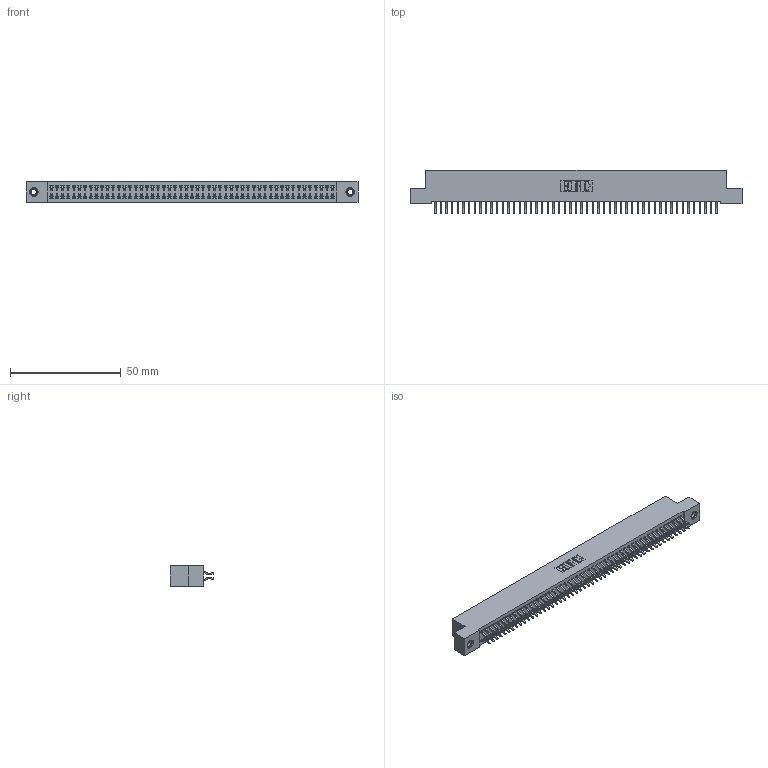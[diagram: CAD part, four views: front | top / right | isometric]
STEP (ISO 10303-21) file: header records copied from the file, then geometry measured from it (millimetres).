
FILE_DESCRIPTION (( 'STEP AP203' ), '1' );
FILE_NAME ('342-102-556-207.STEP', '2018-08-14T05:37:04', ( '' ), ( '' ), 'SwSTEP 2.0', 'SolidWorks 2016', '' );
FILE_SCHEMA (( 'CONFIG_CONTROL_DESIGN' ));
Length unit declared in the file: inch
Products named in the file (4): 345-250-001_345-250-005-103; 342-102-556-207; 342 Part_TI; 345-292-001_556 Tail
Assembly tree (105 placements, depth 2):
  342-102-556-207
    342 Part_TI
    345-292-001_556 Tail  x102
    345-250-001_345-250-005-103  x2
Bounding box: 149.86 x 19.58 x 9.4 mm (x, y, z)
Volume: 13492.2 mm3; surface area: 22110.6 mm2
Topology: 105 solids, 105 shells, 6086 faces, 18081 edges, 11910 vertices
Faces by surface type: plane 4178, cylinder 1892, cone 12, torus 4
Entity records: 32920 total; most frequent: CARTESIAN_POINT 5441, ORIENTED_EDGE 5358, DIRECTION 4653, EDGE_CURVE 2679, VECTOR 2523, LINE 2523, VERTEX_POINT 1780, AXIS2_PLACEMENT_3D 1065
